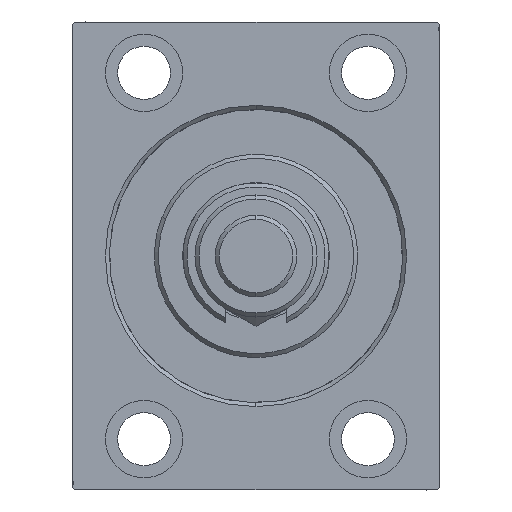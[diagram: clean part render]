
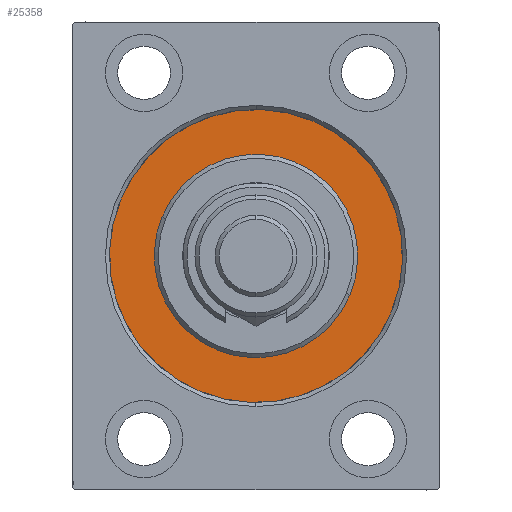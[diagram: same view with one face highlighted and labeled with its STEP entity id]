
A CAD part, left-side view. The second image highlights one B-rep face of the part: STEP entity #25358.
In plain terms, the highlighted face is planar.
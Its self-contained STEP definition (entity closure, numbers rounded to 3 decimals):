
#375 = EDGE_LOOP ( 'NONE', ( #3067, #36387 ) ) ;
#2065 = DIRECTION ( 'NONE',  ( 0., 0., -1. ) ) ;
#3067 = ORIENTED_EDGE ( 'NONE', *, *, #14107, .F. ) ;
#3550 = VERTEX_POINT ( 'NONE', #21647 ) ;
#4694 = CIRCLE ( 'NONE', #6974, 36. ) ;
#5620 = VERTEX_POINT ( 'NONE', #30328 ) ;
#6240 = VERTEX_POINT ( 'NONE', #13325 ) ;
#6974 = AXIS2_PLACEMENT_3D ( 'NONE', #35794, #42980, #31745 ) ;
#8243 = EDGE_LOOP ( 'NONE', ( #22493, #36012 ) ) ;
#10988 = CIRCLE ( 'NONE', #15558, 36. ) ;
#11451 = CARTESIAN_POINT ( 'NONE',  ( 0., 0., 0. ) ) ;
#12243 = PLANE ( 'NONE',  #14663 ) ;
#13325 = CARTESIAN_POINT ( 'NONE',  ( 0., 0., 36. ) ) ;
#14107 = EDGE_CURVE ( 'NONE', #5620, #6240, #10988, .T. ) ;
#14663 = AXIS2_PLACEMENT_3D ( 'NONE', #30413, #36713, #41170 ) ;
#15558 = AXIS2_PLACEMENT_3D ( 'NONE', #27532, #45720, #22986 ) ;
#16243 = CIRCLE ( 'NONE', #19282, 25. ) ;
#19282 = AXIS2_PLACEMENT_3D ( 'NONE', #11451, #23132, #34141 ) ;
#20814 = EDGE_CURVE ( 'NONE', #6240, #5620, #4694, .T. ) ;
#21647 = CARTESIAN_POINT ( 'NONE',  ( 0., 0., -25. ) ) ;
#22493 = ORIENTED_EDGE ( 'NONE', *, *, #42210, .F. ) ;
#22986 = DIRECTION ( 'NONE',  ( 0., 0., 1. ) ) ;
#23132 = DIRECTION ( 'NONE',  ( 1., 0., 0. ) ) ;
#25358 = ADVANCED_FACE ( 'NONE', ( #38065, #33996 ), #12243, .F. ) ;
#27014 = EDGE_CURVE ( 'NONE', #3550, #29087, #16243, .T. ) ;
#27532 = CARTESIAN_POINT ( 'NONE',  ( 0., 0., 0. ) ) ;
#27665 = CARTESIAN_POINT ( 'NONE',  ( 0., 0., 0. ) ) ;
#29087 = VERTEX_POINT ( 'NONE', #32876 ) ;
#30328 = CARTESIAN_POINT ( 'NONE',  ( 0., 0., -36. ) ) ;
#30413 = CARTESIAN_POINT ( 'NONE',  ( 0., 0., 0. ) ) ;
#31243 = DIRECTION ( 'NONE',  ( 1., 0., 0. ) ) ;
#31745 = DIRECTION ( 'NONE',  ( 0., 0., 1. ) ) ;
#32876 = CARTESIAN_POINT ( 'NONE',  ( 0., 0., 25. ) ) ;
#33996 = FACE_OUTER_BOUND ( 'NONE', #375, .T. ) ;
#34141 = DIRECTION ( 'NONE',  ( 0., 0., -1. ) ) ;
#35794 = CARTESIAN_POINT ( 'NONE',  ( 0., 0., 0. ) ) ;
#36012 = ORIENTED_EDGE ( 'NONE', *, *, #27014, .F. ) ;
#36387 = ORIENTED_EDGE ( 'NONE', *, *, #20814, .F. ) ;
#36713 = DIRECTION ( 'NONE',  ( -1., 0., 0. ) ) ;
#37191 = CIRCLE ( 'NONE', #45597, 25. ) ;
#38065 = FACE_BOUND ( 'NONE', #8243, .T. ) ;
#41170 = DIRECTION ( 'NONE',  ( 0., 0., 1. ) ) ;
#42210 = EDGE_CURVE ( 'NONE', #29087, #3550, #37191, .T. ) ;
#42980 = DIRECTION ( 'NONE',  ( -1., 0., 0. ) ) ;
#45597 = AXIS2_PLACEMENT_3D ( 'NONE', #27665, #31243, #2065 ) ;
#45720 = DIRECTION ( 'NONE',  ( -1., 0., 0. ) ) ;
